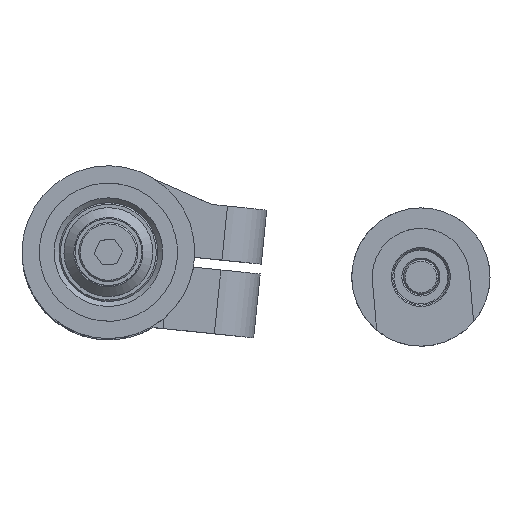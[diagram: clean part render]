
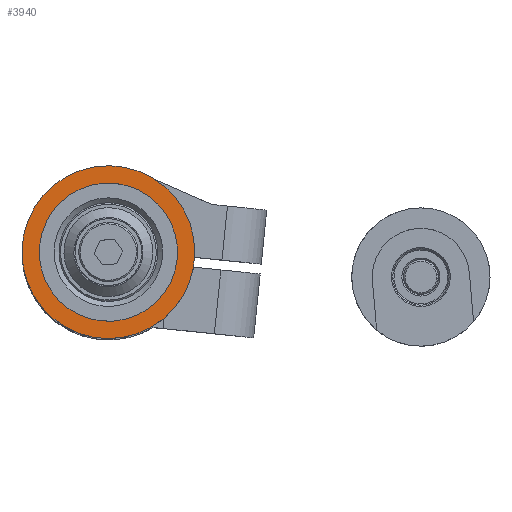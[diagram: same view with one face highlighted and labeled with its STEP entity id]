
A CAD part, top view. The second image highlights one B-rep face of the part: STEP entity #3940.
In plain terms, the highlighted planar face has unit normal (0, 0, 1).
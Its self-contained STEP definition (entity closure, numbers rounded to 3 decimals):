
#993=FACE_BOUND('',#1317,.T.);
#1073=FACE_OUTER_BOUND('',#1316,.T.);
#1316=EDGE_LOOP('',(#2693));
#1317=EDGE_LOOP('',(#2694));
#1639=CIRCLE('',#4194,17.5);
#1640=CIRCLE('',#4195,14.);
#1778=VERTEX_POINT('',#5839);
#1779=VERTEX_POINT('',#5841);
#2154=EDGE_CURVE('',#1778,#1778,#1639,.T.);
#2155=EDGE_CURVE('',#1779,#1779,#1640,.T.);
#2693=ORIENTED_EDGE('',*,*,#2154,.T.);
#2694=ORIENTED_EDGE('',*,*,#2155,.F.);
#3771=PLANE('',#4193);
#3940=ADVANCED_FACE('',(#1073,#993),#3771,.T.);
#4193=AXIS2_PLACEMENT_3D('',#5838,#4621,#4622);
#4194=AXIS2_PLACEMENT_3D('',#5840,#4623,#4624);
#4195=AXIS2_PLACEMENT_3D('',#5842,#4625,#4626);
#4621=DIRECTION('center_axis',(0.,0.,1.));
#4622=DIRECTION('ref_axis',(1.,0.,0.));
#4623=DIRECTION('center_axis',(0.,0.,1.));
#4624=DIRECTION('ref_axis',(-0.512,-0.859,0.));
#4625=DIRECTION('center_axis',(0.,0.,1.));
#4626=DIRECTION('ref_axis',(-0.102,-0.995,0.));
#5838=CARTESIAN_POINT('Origin',(-16.774,27.808,16.));
#5839=CARTESIAN_POINT('',(-8.957,-15.034,16.));
#5840=CARTESIAN_POINT('Origin',(0.,0.,
16.));
#5841=CARTESIAN_POINT('',(-1.423,-13.928,16.));
#5842=CARTESIAN_POINT('Origin',(0.,0.,
16.));
